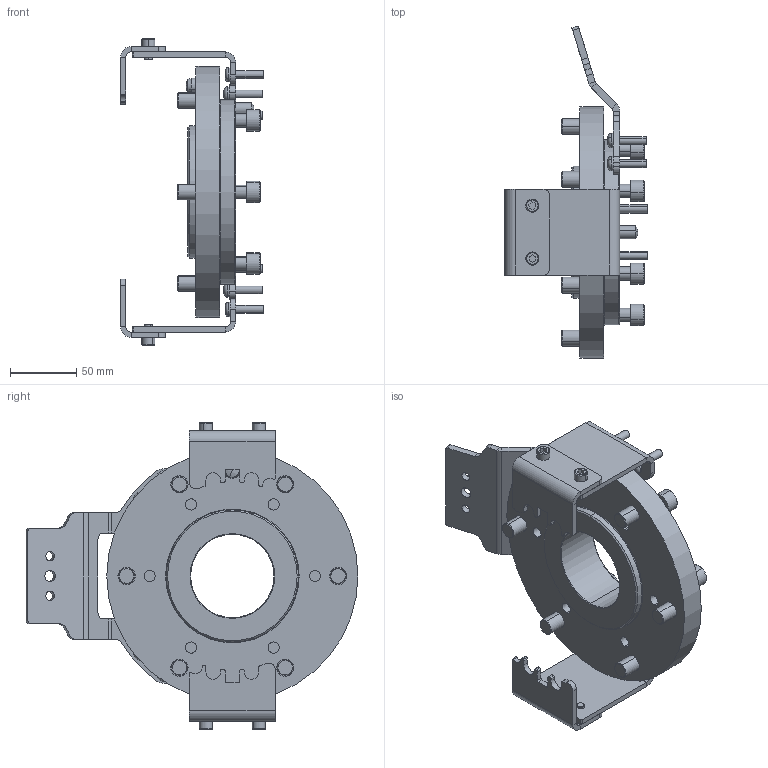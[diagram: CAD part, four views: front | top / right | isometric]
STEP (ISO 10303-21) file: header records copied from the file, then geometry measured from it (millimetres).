
FILE_DESCRIPTION (( 'STEP AP203' ), '1' );
FILE_NAME ('P5403.STEP', '2019-08-20T07:34:12', ( 'admin' ), ( '' ), 'SwSTEP 2.0', 'SolidWorks 2017', '' );
FILE_SCHEMA (( 'CONFIG_CONTROL_DESIGN' ));
Length unit declared in the file: millimetre
Products named in the file (1): P5403
Bounding box: 108 x 251.02 x 232 mm (x, y, z)
Volume: 770717.9 mm3; surface area: 181671.6 mm2
Topology: 32 solids, 32 shells, 697 faces, 1580 edges, 987 vertices
Faces by surface type: plane 285, cylinder 282, torus 72, cone 52, sphere 6
Entity records: 19719 total; most frequent: DIRECTION 3742, CARTESIAN_POINT 3261, ORIENTED_EDGE 3152, EDGE_CURVE 1576, AXIS2_PLACEMENT_3D 1468, VERTEX_POINT 987, EDGE_LOOP 807, LINE 806
